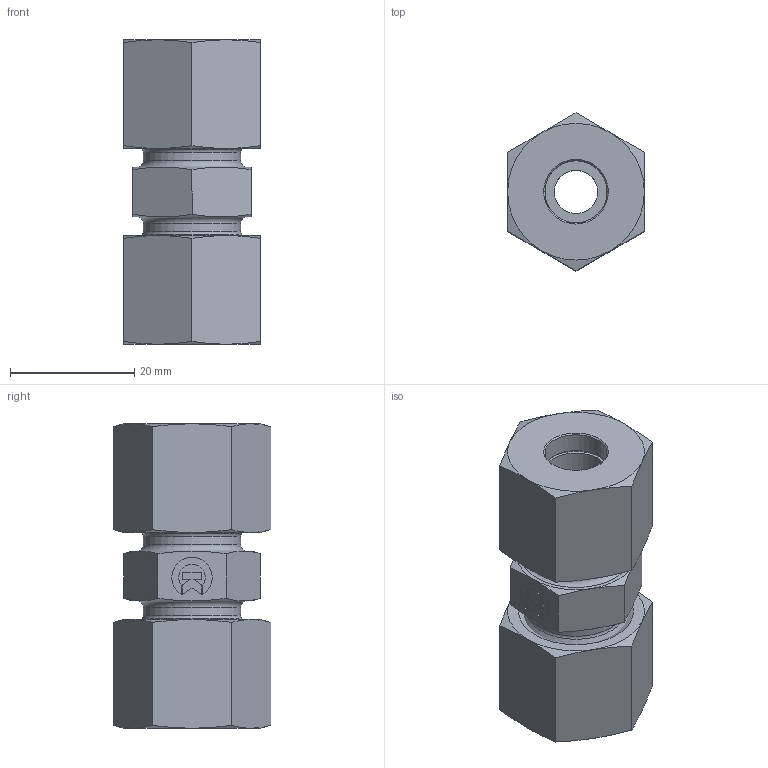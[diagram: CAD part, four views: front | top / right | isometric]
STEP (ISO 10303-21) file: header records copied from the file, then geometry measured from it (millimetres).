
FILE_DESCRIPTION((''),'2;1');
FILE_NAME('328101818.stp','2014-08-15T15:32:33',(''),('KNOMI spol. s r. o.'),'Autodesk Inventor 2012','Autodesk Inventor 2012','');
FILE_SCHEMA(('AUTOMOTIVE_DESIGN { 1 2 10303 214 0 1 1 1 }'));
Length unit declared in the file: millimetre
Products named in the file (4): PS3K 10S M18/M18; 318 10 1818; 40110; 3981018
Assembly tree (5 placements, depth 2):
  PS3K 10S M18/M18
    318 10 1818
    40110  x2
    3981018  x2
Bounding box: 22 x 25.4 x 49 mm (x, y, z)
Volume: 15635.6 mm3; surface area: 10183 mm2
Topology: 5 solids, 5 shells, 145 faces, 330 edges, 207 vertices
Faces by surface type: plane 62, cone 56, cylinder 21, torus 6
Full cylindrical faces by diameter (mm): 7 x1, 10 x6, 12.3 x2, 14 x2, 15.7 x2, 16.376 x2, 18 x2
Entity records: 3078 total; most frequent: CARTESIAN_POINT 581, DIRECTION 476, ORIENTED_EDGE 424, EDGE_CURVE 212, AXIS2_PLACEMENT_3D 189, EDGE_LOOP 154, VERTEX_POINT 146, STYLED_ITEM 115
